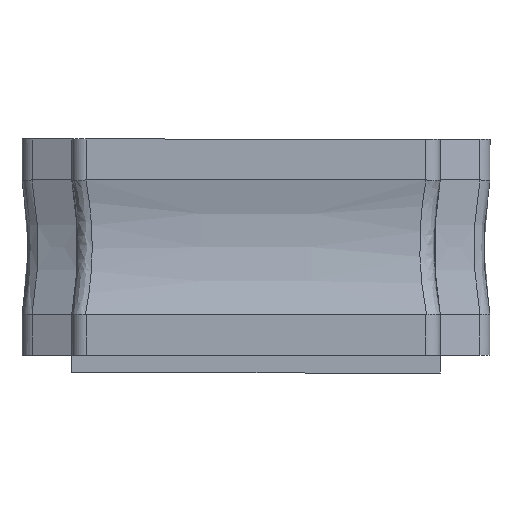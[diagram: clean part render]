
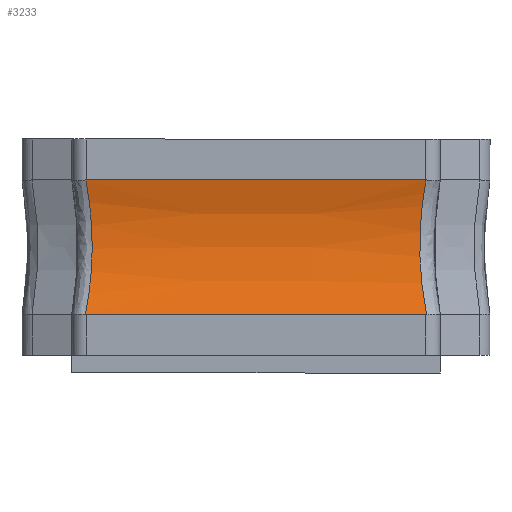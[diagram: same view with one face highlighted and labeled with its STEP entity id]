
A CAD part, left-side view. The second image highlights one B-rep face of the part: STEP entity #3233.
In plain terms, the highlighted free-form (B-spline) face has degree [3, 3] with [4, 5] control points.
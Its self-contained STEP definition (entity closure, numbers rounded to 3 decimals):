
#184 = LINE ( 'NONE', #3707, #187 ) ;
#187 = VECTOR ( 'NONE', #3709, 1000. ) ;
#218 = LINE ( 'NONE', #3799, #222 ) ;
#222 = VECTOR ( 'NONE', #3800, 1000. ) ;
#526 = CARTESIAN_POINT ( 'NONE',  ( -4., 1., -3.15 ) ) ;
#534 = CARTESIAN_POINT ( 'NONE',  ( -3.809, 1.375, -3.083 ) ) ;
#535 = CARTESIAN_POINT ( 'NONE',  ( -3.575, 2.148, -3.017 ) ) ;
#536 = CARTESIAN_POINT ( 'NONE',  ( -3.643, 2.909, -3.083 ) ) ;
#537 = CARTESIAN_POINT ( 'NONE',  ( -3.75, 3.3, -3.15 ) ) ;
#538 = CARTESIAN_POINT ( 'NONE',  ( -4., 1., -1.05 ) ) ;
#539 = CARTESIAN_POINT ( 'NONE',  ( -3.809, 1.375, -1.028 ) ) ;
#540 = CARTESIAN_POINT ( 'NONE',  ( -3.575, 2.148, -1.006 ) ) ;
#541 = CARTESIAN_POINT ( 'NONE',  ( -3.643, 2.909, -1.028 ) ) ;
#542 = CARTESIAN_POINT ( 'NONE',  ( -3.75, 3.3, -1.05 ) ) ;
#543 = CARTESIAN_POINT ( 'NONE',  ( -4., 1., 1.05 ) ) ;
#544 = CARTESIAN_POINT ( 'NONE',  ( -3.809, 1.375, 1.028 ) ) ;
#545 = CARTESIAN_POINT ( 'NONE',  ( -3.575, 2.148, 1.006 ) ) ;
#546 = CARTESIAN_POINT ( 'NONE',  ( -3.643, 2.909, 1.028 ) ) ;
#547 = CARTESIAN_POINT ( 'NONE',  ( -3.75, 3.3, 1.05 ) ) ;
#548 = CARTESIAN_POINT ( 'NONE',  ( -4., 1., 3.15 ) ) ;
#549 = CARTESIAN_POINT ( 'NONE',  ( -3.809, 1.375, 3.083 ) ) ;
#550 = CARTESIAN_POINT ( 'NONE',  ( -3.575, 2.148, 3.017 ) ) ;
#551 = CARTESIAN_POINT ( 'NONE',  ( -3.643, 2.909, 3.083 ) ) ;
#552 = CARTESIAN_POINT ( 'NONE',  ( -3.75, 3.3, 3.15 ) ) ;
#1088 = VERTEX_POINT ( 'NONE', #1670 ) ;
#1098 = VERTEX_POINT ( 'NONE', #1680 ) ;
#1111 = VERTEX_POINT ( 'NONE', #1691 ) ;
#1138 = VERTEX_POINT ( 'NONE', #1702 ) ;
#1156 = VERTEX_POINT ( 'NONE', #1705 ) ;
#1180 = VERTEX_POINT ( 'NONE', #1717 ) ;
#1210 = EDGE_LOOP ( 'NONE', ( #3326, #3327, #3328, #3321, #3322, #3323, #3361, #3320 ) ) ;
#1216 = VERTEX_POINT ( 'NONE', #1722 ) ;
#1234 = VERTEX_POINT ( 'NONE', #1734 ) ;
#1670 = CARTESIAN_POINT ( 'NONE',  ( -4., 1., -2.9 ) ) ;
#1680 = CARTESIAN_POINT ( 'NONE',  ( -3.999, 1.001, 2.916 ) ) ;
#1691 = CARTESIAN_POINT ( 'NONE',  ( -4., 1., 2.9 ) ) ;
#1702 = CARTESIAN_POINT ( 'NONE',  ( -3.75, 3.3, -2.9 ) ) ;
#1705 = CARTESIAN_POINT ( 'NONE',  ( -3.75, 3.3, -2.908 ) ) ;
#1717 = CARTESIAN_POINT ( 'NONE',  ( -3.75, 3.3, 2.908 ) ) ;
#1722 = CARTESIAN_POINT ( 'NONE',  ( -3.75, 3.3, 2.9 ) ) ;
#1734 = CARTESIAN_POINT ( 'NONE',  ( -3.999, 1.001, -2.916 ) ) ;
#3233 = ADVANCED_FACE ( 'NONE', ( #4058 ), #3398, .T. ) ;
#3279 = B_SPLINE_CURVE_WITH_KNOTS ( 'NONE', 3,
 ( #3775, #3776, #3781, #3782 ),
 .UNSPECIFIED., .F., .F.,
 ( 4, 4 ),
 ( 0., 0. ),
 .UNSPECIFIED. ) ;
#3280 = B_SPLINE_CURVE_WITH_KNOTS ( 'NONE', 3,
 ( #3771, #3780, #3785, #3786, #3787, #3788, #3789, #3790, #3791, #3792 ),
 .UNSPECIFIED., .F., .F.,
 ( 4, 2, 2, 2, 4 ),
 ( 0., 0.001, 0.001, 0.002, 0.002 ),
 .UNSPECIFIED. ) ;
#3281 = B_SPLINE_CURVE_WITH_KNOTS ( 'NONE', 3,
 ( #3784, #3783, #3795, #3796 ),
 .UNSPECIFIED., .F., .F.,
 ( 4, 4 ),
 ( 0., 0. ),
 .UNSPECIFIED. ) ;
#3282 = B_SPLINE_CURVE_WITH_KNOTS ( 'NONE', 3,
 ( #3794, #3793, #3803, #3804 ),
 .UNSPECIFIED., .F., .F.,
 ( 4, 4 ),
 ( 0., 0. ),
 .UNSPECIFIED. ) ;
#3283 = B_SPLINE_CURVE_WITH_KNOTS ( 'NONE', 3,
 ( #3802, #3801, #3807, #3808, #3809, #3810, #3811, #3812, #3813, #3814 ),
 .UNSPECIFIED., .F., .F.,
 ( 4, 2, 2, 2, 4 ),
 ( 0., 0.001, 0.001, 0.002, 0.002 ),
 .UNSPECIFIED. ) ;
#3284 = B_SPLINE_CURVE_WITH_KNOTS ( 'NONE', 3,
 ( #3806, #3805, #3817, #3818 ),
 .UNSPECIFIED., .F., .F.,
 ( 4, 4 ),
 ( 0., 0. ),
 .UNSPECIFIED. ) ;
#3320 = ORIENTED_EDGE ( 'NONE', *, *, #3518, .T. ) ;
#3321 = ORIENTED_EDGE ( 'NONE', *, *, #3580, .F. ) ;
#3322 = ORIENTED_EDGE ( 'NONE', *, *, #3581, .T. ) ;
#3323 = ORIENTED_EDGE ( 'NONE', *, *, #3582, .T. ) ;
#3326 = ORIENTED_EDGE ( 'NONE', *, *, #3576, .T. ) ;
#3327 = ORIENTED_EDGE ( 'NONE', *, *, #3577, .T. ) ;
#3328 = ORIENTED_EDGE ( 'NONE', *, *, #3578, .T. ) ;
#3361 = ORIENTED_EDGE ( 'NONE', *, *, #3583, .T. ) ;
#3398 = B_SPLINE_SURFACE_WITH_KNOTS ( 'NONE', 3, 3, ( 
 ( #526, #534, #535, #536, #537 ),
 ( #538, #539, #540, #541, #542 ),
 ( #543, #544, #545, #546, #547 ),
 ( #548, #549, #550, #551, #552 ) ),
 .UNSPECIFIED., .F., .F., .F.,
 ( 4, 4 ),
 ( 4, 1, 4 ),
 ( 0., 1. ),
 ( 0., 0.503, 1. ),
 .UNSPECIFIED. ) ;
#3518 = EDGE_CURVE ( 'NONE', #1088, #1111, #184, .T. ) ;
#3576 = EDGE_CURVE ( 'NONE', #1111, #1098, #3279, .T. ) ;
#3577 = EDGE_CURVE ( 'NONE', #1098, #1180, #3280, .T. ) ;
#3578 = EDGE_CURVE ( 'NONE', #1180, #1216, #3281, .T. ) ;
#3580 = EDGE_CURVE ( 'NONE', #1138, #1216, #218, .T. ) ;
#3581 = EDGE_CURVE ( 'NONE', #1138, #1156, #3282, .T. ) ;
#3582 = EDGE_CURVE ( 'NONE', #1156, #1234, #3283, .T. ) ;
#3583 = EDGE_CURVE ( 'NONE', #1234, #1088, #3284, .T. ) ;
#3707 = CARTESIAN_POINT ( 'NONE',  ( -4., 1., -3.15 ) ) ;
#3709 = DIRECTION ( 'NONE',  ( 0., 0., 1. ) ) ;
#3771 = CARTESIAN_POINT ( 'NONE',  ( -3.999, 1.001, 2.916 ) ) ;
#3775 = CARTESIAN_POINT ( 'NONE',  ( -4., 1., 2.9 ) ) ;
#3776 = CARTESIAN_POINT ( 'NONE',  ( -4., 1., 2.905 ) ) ;
#3780 = CARTESIAN_POINT ( 'NONE',  ( -3.911, 1.176, 2.883 ) ) ;
#3781 = CARTESIAN_POINT ( 'NONE',  ( -4., 1., 2.911 ) ) ;
#3782 = CARTESIAN_POINT ( 'NONE',  ( -3.999, 1.001, 2.916 ) ) ;
#3783 = CARTESIAN_POINT ( 'NONE',  ( -3.75, 3.3, 2.905 ) ) ;
#3784 = CARTESIAN_POINT ( 'NONE',  ( -3.75, 3.3, 2.908 ) ) ;
#3785 = CARTESIAN_POINT ( 'NONE',  ( -3.836, 1.358, 2.853 ) ) ;
#3786 = CARTESIAN_POINT ( 'NONE',  ( -3.717, 1.736, 2.813 ) ) ;
#3787 = CARTESIAN_POINT ( 'NONE',  ( -3.675, 1.93, 2.802 ) ) ;
#3788 = CARTESIAN_POINT ( 'NONE',  ( -3.63, 2.325, 2.799 ) ) ;
#3789 = CARTESIAN_POINT ( 'NONE',  ( -3.627, 2.523, 2.807 ) ) ;
#3790 = CARTESIAN_POINT ( 'NONE',  ( -3.661, 2.915, 2.844 ) ) ;
#3791 = CARTESIAN_POINT ( 'NONE',  ( -3.698, 3.11, 2.873 ) ) ;
#3792 = CARTESIAN_POINT ( 'NONE',  ( -3.75, 3.3, 2.908 ) ) ;
#3793 = CARTESIAN_POINT ( 'NONE',  ( -3.75, 3.3, -2.903 ) ) ;
#3794 = CARTESIAN_POINT ( 'NONE',  ( -3.75, 3.3, -2.9 ) ) ;
#3795 = CARTESIAN_POINT ( 'NONE',  ( -3.75, 3.3, 2.903 ) ) ;
#3796 = CARTESIAN_POINT ( 'NONE',  ( -3.75, 3.3, 2.9 ) ) ;
#3799 = CARTESIAN_POINT ( 'NONE',  ( -3.75, 3.3, -3.15 ) ) ;
#3800 = DIRECTION ( 'NONE',  ( 0., 0., 1. ) ) ;
#3801 = CARTESIAN_POINT ( 'NONE',  ( -3.698, 3.11, -2.873 ) ) ;
#3802 = CARTESIAN_POINT ( 'NONE',  ( -3.75, 3.3, -2.908 ) ) ;
#3803 = CARTESIAN_POINT ( 'NONE',  ( -3.75, 3.3, -2.905 ) ) ;
#3804 = CARTESIAN_POINT ( 'NONE',  ( -3.75, 3.3, -2.908 ) ) ;
#3805 = CARTESIAN_POINT ( 'NONE',  ( -4., 1., -2.911 ) ) ;
#3806 = CARTESIAN_POINT ( 'NONE',  ( -3.999, 1.001, -2.916 ) ) ;
#3807 = CARTESIAN_POINT ( 'NONE',  ( -3.661, 2.914, -2.844 ) ) ;
#3808 = CARTESIAN_POINT ( 'NONE',  ( -3.627, 2.522, -2.807 ) ) ;
#3809 = CARTESIAN_POINT ( 'NONE',  ( -3.63, 2.324, -2.799 ) ) ;
#3810 = CARTESIAN_POINT ( 'NONE',  ( -3.676, 1.927, -2.802 ) ) ;
#3811 = CARTESIAN_POINT ( 'NONE',  ( -3.718, 1.734, -2.813 ) ) ;
#3812 = CARTESIAN_POINT ( 'NONE',  ( -3.835, 1.36, -2.853 ) ) ;
#3813 = CARTESIAN_POINT ( 'NONE',  ( -3.91, 1.177, -2.883 ) ) ;
#3814 = CARTESIAN_POINT ( 'NONE',  ( -3.999, 1.001, -2.916 ) ) ;
#3817 = CARTESIAN_POINT ( 'NONE',  ( -4., 1., -2.905 ) ) ;
#3818 = CARTESIAN_POINT ( 'NONE',  ( -4., 1., -2.9 ) ) ;
#4058 = FACE_OUTER_BOUND ( 'NONE', #1210, .T. ) ;
